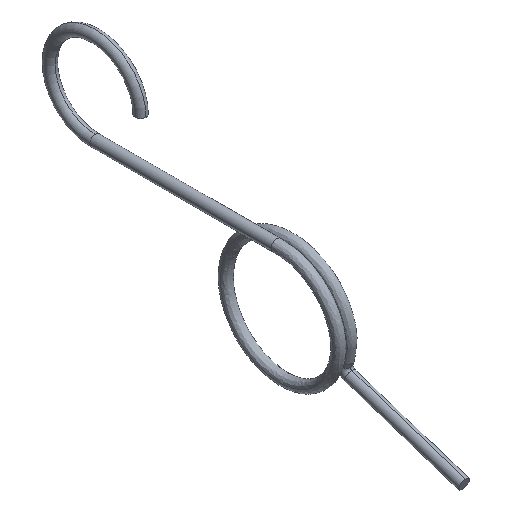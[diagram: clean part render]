
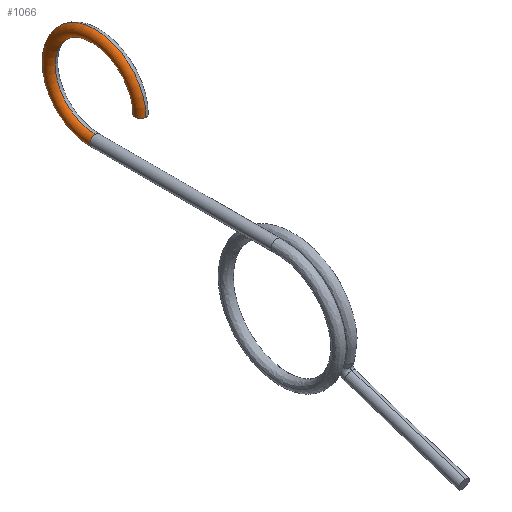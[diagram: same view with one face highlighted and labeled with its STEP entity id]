
A CAD part, isometric view. The second image highlights one B-rep face of the part: STEP entity #1066.
In plain terms, the highlighted toroidal (fillet/blend) face has major radius 2.5 mm and minor radius 0.3 mm.
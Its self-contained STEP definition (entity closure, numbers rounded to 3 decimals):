
#32 = VERTEX_POINT ( 'NONE', #1026 ) ;
#35 = FACE_OUTER_BOUND ( 'NONE', #848, .T. ) ;
#40 = DIRECTION ( 'NONE',  ( 0., 0., -1. ) ) ;
#53 = CIRCLE ( 'NONE', #453, 0.3 ) ;
#80 = DIRECTION ( 'NONE',  ( 0., 0., 1. ) ) ;
#125 = CIRCLE ( 'NONE', #870, 0.3 ) ;
#148 = CARTESIAN_POINT ( 'NONE',  ( 0., 10., 3.55 ) ) ;
#189 = VERTEX_POINT ( 'NONE', #148 ) ;
#225 = CIRCLE ( 'NONE', #976, 0.3 ) ;
#240 = DIRECTION ( 'NONE',  ( 0., 0., 1. ) ) ;
#243 = AXIS2_PLACEMENT_3D ( 'NONE', #859, #787, #40 ) ;
#246 = VERTEX_POINT ( 'NONE', #972 ) ;
#292 = CARTESIAN_POINT ( 'NONE',  ( 0., 7.2, 5.75 ) ) ;
#309 = DIRECTION ( 'NONE',  ( 0., 1., 0. ) ) ;
#315 = DIRECTION ( 'NONE',  ( 0., 0., -1. ) ) ;
#345 = AXIS2_PLACEMENT_3D ( 'NONE', #581, #891, #315 ) ;
#378 = EDGE_CURVE ( 'NONE', #246, #189, #225, .T. ) ;
#445 = DIRECTION ( 'NONE',  ( 0., 0., -1. ) ) ;
#450 = ORIENTED_EDGE ( 'NONE', *, *, #378, .T. ) ;
#453 = AXIS2_PLACEMENT_3D ( 'NONE', #1041, #622, #547 ) ;
#463 = EDGE_CURVE ( 'NONE', #835, #32, #53, .T. ) ;
#526 = AXIS2_PLACEMENT_3D ( 'NONE', #961, #530, #445 ) ;
#530 = DIRECTION ( 'NONE',  ( 1., 0., 0. ) ) ;
#547 = DIRECTION ( 'NONE',  ( 0., 1., 0. ) ) ;
#581 = CARTESIAN_POINT ( 'NONE',  ( 0., 10., 5.75 ) ) ;
#590 = ORIENTED_EDGE ( 'NONE', *, *, #463, .F. ) ;
#622 = DIRECTION ( 'NONE',  ( 0., 0., -1. ) ) ;
#670 = CARTESIAN_POINT ( 'NONE',  ( 0., 10., 3.25 ) ) ;
#688 = CARTESIAN_POINT ( 'NONE',  ( 0., 10., 2.95 ) ) ;
#691 = EDGE_CURVE ( 'NONE', #1044, #246, #125, .T. ) ;
#715 = CIRCLE ( 'NONE', #243, 2.8 ) ;
#736 = EDGE_CURVE ( 'NONE', #189, #32, #1018, .T. ) ;
#750 = ORIENTED_EDGE ( 'NONE', *, *, #736, .T. ) ;
#787 = DIRECTION ( 'NONE',  ( 1., 0., 0. ) ) ;
#810 = CARTESIAN_POINT ( 'NONE',  ( 0., 10., 3.25 ) ) ;
#825 = DIRECTION ( 'NONE',  ( 0., 1., 0. ) ) ;
#835 = VERTEX_POINT ( 'NONE', #292 ) ;
#848 = EDGE_LOOP ( 'NONE', ( #925, #920, #450, #750, #590 ) ) ;
#859 = CARTESIAN_POINT ( 'NONE',  ( 0., 10., 5.75 ) ) ;
#870 = AXIS2_PLACEMENT_3D ( 'NONE', #810, #309, #240 ) ;
#891 = DIRECTION ( 'NONE',  ( 1., 0., 0. ) ) ;
#920 = ORIENTED_EDGE ( 'NONE', *, *, #691, .T. ) ;
#925 = ORIENTED_EDGE ( 'NONE', *, *, #986, .F. ) ;
#928 = TOROIDAL_SURFACE ( 'NONE', #526, 2.5, 0.3 ) ;
#961 = CARTESIAN_POINT ( 'NONE',  ( 0., 10., 5.75 ) ) ;
#972 = CARTESIAN_POINT ( 'NONE',  ( -0.3, 10., 3.25 ) ) ;
#976 = AXIS2_PLACEMENT_3D ( 'NONE', #670, #825, #80 ) ;
#986 = EDGE_CURVE ( 'NONE', #1044, #835, #715, .T. ) ;
#1018 = CIRCLE ( 'NONE', #345, 2.2 ) ;
#1026 = CARTESIAN_POINT ( 'NONE',  ( 0., 7.8, 5.75 ) ) ;
#1041 = CARTESIAN_POINT ( 'NONE',  ( 0., 7.5, 5.75 ) ) ;
#1044 = VERTEX_POINT ( 'NONE', #688 ) ;
#1066 = ADVANCED_FACE ( 'NONE', ( #35 ), #928, .T. ) ;
